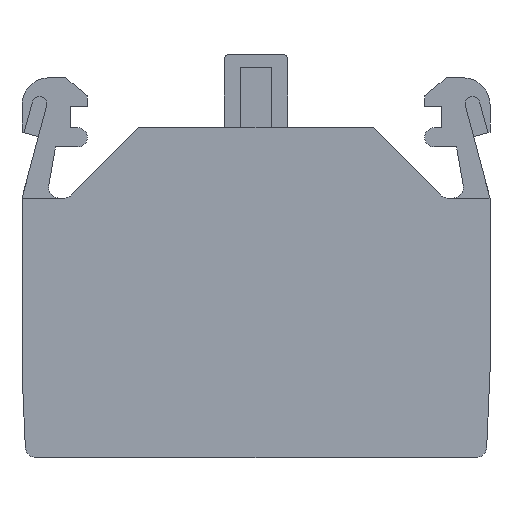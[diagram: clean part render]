
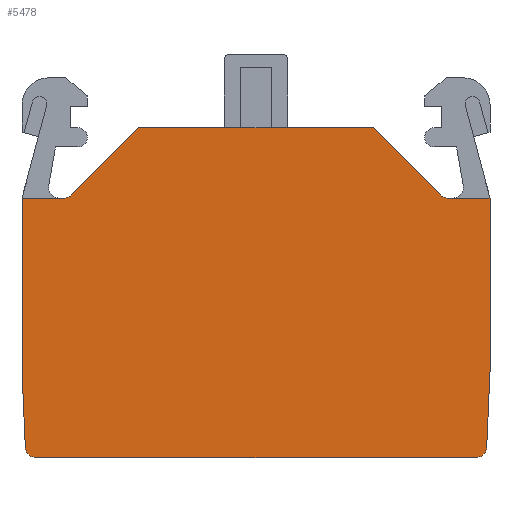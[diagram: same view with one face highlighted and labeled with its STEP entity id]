
A CAD part, front view. The second image highlights one B-rep face of the part: STEP entity #5478.
In plain terms, the highlighted planar face has unit normal (0, -1, 0).
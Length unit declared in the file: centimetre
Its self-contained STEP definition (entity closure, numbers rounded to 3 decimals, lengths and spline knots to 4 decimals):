
#373=LINE('',#8280,#1021);
#402=LINE('',#8342,#1050);
#411=LINE('',#8361,#1059);
#420=LINE('',#8376,#1068);
#428=LINE('',#8391,#1076);
#473=LINE('',#8498,#1121);
#559=LINE('',#8714,#1207);
#611=LINE('',#8882,#1259);
#662=LINE('',#8986,#1310);
#663=LINE('',#8990,#1311);
#1021=VECTOR('',#6643,1.63);
#1050=VECTOR('',#6692,0.3986);
#1059=VECTOR('',#6707,2.2);
#1068=VECTOR('',#6718,0.892);
#1076=VECTOR('',#6732,0.3986);
#1121=VECTOR('',#6835,0.892);
#1207=VECTOR('',#7049,1.63);
#1259=VECTOR('',#7195,4.1378);
#1310=VECTOR('',#7296,0.715);
#1311=VECTOR('',#7301,0.715);
#1687=FACE_OUTER_BOUND('',#2008,.T.);
#2008=EDGE_LOOP('',(#4811,#4812,#4813,#4814,#4815,#4816,#4817,#4818,#4819,
#4820,#4821,#4822,#4823,#4824));
#2095=CIRCLE('',#5721,0.1);
#2096=CIRCLE('',#5725,0.1);
#2142=CIRCLE('',#5892,0.1);
#2143=CIRCLE('',#5893,0.1);
#2440=VERTEX_POINT('',#8277);
#2441=VERTEX_POINT('',#8279);
#2464=VERTEX_POINT('',#8340);
#2465=VERTEX_POINT('',#8345);
#2467=VERTEX_POINT('',#8350);
#2471=VERTEX_POINT('',#8359);
#2476=VERTEX_POINT('',#8374);
#2477=VERTEX_POINT('',#8379);
#2480=VERTEX_POINT('',#8389);
#2579=VERTEX_POINT('',#8712);
#2623=VERTEX_POINT('',#8879);
#2624=VERTEX_POINT('',#8881);
#2652=VERTEX_POINT('',#8985);
#2653=VERTEX_POINT('',#8988);
#3059=EDGE_CURVE('',#2441,#2440,#373,.T.);
#3090=EDGE_CURVE('',#2440,#2464,#402,.T.);
#3093=EDGE_CURVE('',#2464,#2465,#2095,.T.);
#3100=EDGE_CURVE('',#2467,#2471,#411,.T.);
#3109=EDGE_CURVE('',#2471,#2476,#420,.T.);
#3112=EDGE_CURVE('',#2476,#2477,#2096,.T.);
#3118=EDGE_CURVE('',#2477,#2480,#428,.T.);
#3173=EDGE_CURVE('',#2465,#2467,#473,.T.);
#3279=EDGE_CURVE('',#2480,#2579,#559,.T.);
#3350=EDGE_CURVE('',#2624,#2623,#611,.T.);
#3403=EDGE_CURVE('',#2579,#2652,#662,.T.);
#3404=EDGE_CURVE('',#2652,#2624,#2142,.T.);
#3405=EDGE_CURVE('',#2623,#2653,#2143,.T.);
#3406=EDGE_CURVE('',#2653,#2441,#663,.T.);
#4811=ORIENTED_EDGE('',*,*,#3173,.T.);
#4812=ORIENTED_EDGE('',*,*,#3100,.T.);
#4813=ORIENTED_EDGE('',*,*,#3109,.T.);
#4814=ORIENTED_EDGE('',*,*,#3112,.T.);
#4815=ORIENTED_EDGE('',*,*,#3118,.T.);
#4816=ORIENTED_EDGE('',*,*,#3279,.T.);
#4817=ORIENTED_EDGE('',*,*,#3403,.T.);
#4818=ORIENTED_EDGE('',*,*,#3404,.T.);
#4819=ORIENTED_EDGE('',*,*,#3350,.T.);
#4820=ORIENTED_EDGE('',*,*,#3405,.T.);
#4821=ORIENTED_EDGE('',*,*,#3406,.T.);
#4822=ORIENTED_EDGE('',*,*,#3059,.T.);
#4823=ORIENTED_EDGE('',*,*,#3090,.T.);
#4824=ORIENTED_EDGE('',*,*,#3093,.T.);
#5185=PLANE('',#5891);
#5478=ADVANCED_FACE('',(#1687),#5185,.F.);
#5721=AXIS2_PLACEMENT_3D('',#8347,#6697,#6698);
#5725=AXIS2_PLACEMENT_3D('',#8381,#6723,#6724);
#5891=AXIS2_PLACEMENT_3D('',#8984,#7294,#7295);
#5892=AXIS2_PLACEMENT_3D('',#8987,#7297,#7298);
#5893=AXIS2_PLACEMENT_3D('',#8989,#7299,#7300);
#6643=DIRECTION('',(0.,0.,1.));
#6692=DIRECTION('',(-1.,0.,0.));
#6697=DIRECTION('center_axis',(0.,1.,0.));
#6698=DIRECTION('ref_axis',(0.,0.,-1.));
#6707=DIRECTION('',(-1.,0.,0.));
#6718=DIRECTION('',(-0.707,0.,-0.707));
#6723=DIRECTION('center_axis',(0.,1.,0.));
#6724=DIRECTION('ref_axis',(0.707,0.,-0.707));
#6732=DIRECTION('',(-1.,0.,0.));
#6835=DIRECTION('',(-0.707,0.,0.707));
#7049=DIRECTION('',(0.,0.,-1.));
#7195=DIRECTION('',(1.,0.,0.));
#7294=DIRECTION('center_axis',(0.,1.,0.));
#7295=DIRECTION('ref_axis',(-1.,0.,0.));
#7296=DIRECTION('',(0.044,0.,-0.999));
#7297=DIRECTION('center_axis',(0.,-1.,0.));
#7298=DIRECTION('ref_axis',(0.,0.,
1.));
#7299=DIRECTION('center_axis',(0.,-1.,0.));
#7300=DIRECTION('ref_axis',(-0.999,0.,0.044));
#7301=DIRECTION('',(0.044,0.,0.999));
#8277=CARTESIAN_POINT('',(2.2,-0.96,2.44));
#8279=CARTESIAN_POINT('',(2.2,-0.96,0.81));
#8280=CARTESIAN_POINT('',(2.2,-0.96,0.81));
#8340=CARTESIAN_POINT('',(1.8014,-0.96,2.44));
#8342=CARTESIAN_POINT('',(2.2,-0.96,2.44));
#8345=CARTESIAN_POINT('',(1.7307,-0.96,2.4693));
#8347=CARTESIAN_POINT('Origin',(1.8014,-0.96,2.54));
#8350=CARTESIAN_POINT('',(1.1,-0.96,3.1));
#8359=CARTESIAN_POINT('',(-1.1,-0.96,3.1));
#8361=CARTESIAN_POINT('',(1.1,-0.96,3.1));
#8374=CARTESIAN_POINT('',(-1.7307,-0.96,2.4693));
#8376=CARTESIAN_POINT('',(-1.1,-0.96,3.1));
#8379=CARTESIAN_POINT('',(-1.8014,-0.96,2.44));
#8381=CARTESIAN_POINT('Origin',(-1.8014,-0.96,2.54));
#8389=CARTESIAN_POINT('',(-2.2,-0.96,2.44));
#8391=CARTESIAN_POINT('',(-1.8014,-0.96,2.44));
#8498=CARTESIAN_POINT('',(1.7307,-0.96,2.4693));
#8712=CARTESIAN_POINT('',(-2.2,-0.96,0.81));
#8714=CARTESIAN_POINT('',(-2.2,-0.96,2.44));
#8879=CARTESIAN_POINT('',(2.0689,-0.96,0.));
#8881=CARTESIAN_POINT('',(-2.0689,-0.96,0.));
#8882=CARTESIAN_POINT('',(-2.0689,-0.96,0.));
#8984=CARTESIAN_POINT('Origin',(0.,-0.96,1.4265));
#8985=CARTESIAN_POINT('',(-2.1688,-0.96,0.0956));
#8986=CARTESIAN_POINT('',(-2.2,-0.96,0.81));
#8987=CARTESIAN_POINT('Origin',(-2.0689,-0.96,0.1));
#8988=CARTESIAN_POINT('',(2.1688,-0.96,0.0956));
#8989=CARTESIAN_POINT('Origin',(2.0689,-0.96,0.1));
#8990=CARTESIAN_POINT('',(2.1688,-0.96,0.0956));
